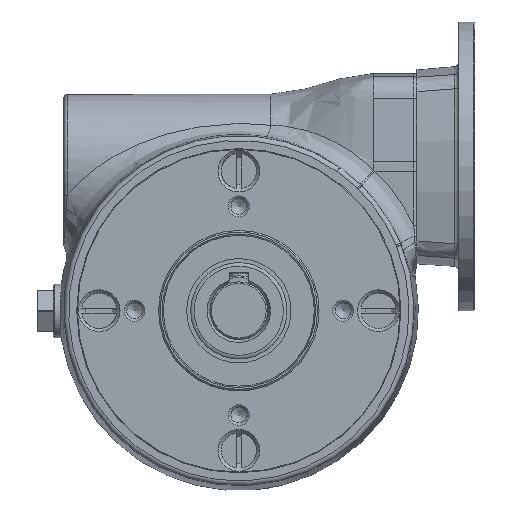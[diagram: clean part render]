
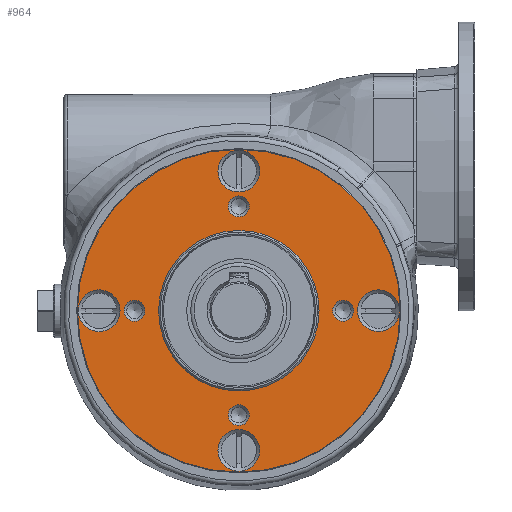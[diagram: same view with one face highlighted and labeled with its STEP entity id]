
A CAD part, top view. The second image highlights one B-rep face of the part: STEP entity #964.
In plain terms, the highlighted planar face has unit normal (0, 0, 1).
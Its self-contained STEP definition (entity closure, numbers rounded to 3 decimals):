
#964 = ADVANCED_FACE( '', ( #2158, #2159, #2160, #2161, #2162, #2163, #2164, #2165, #2166, #2167 ), #2168, .T. );
#2158 = FACE_OUTER_BOUND( '', #7833, .T. );
#2159 = FACE_BOUND( '', #7834, .T. );
#2160 = FACE_BOUND( '', #7835, .T. );
#2161 = FACE_BOUND( '', #7836, .T. );
#2162 = FACE_BOUND( '', #7837, .T. );
#2163 = FACE_BOUND( '', #7838, .T. );
#2164 = FACE_BOUND( '', #7839, .T. );
#2165 = FACE_BOUND( '', #7840, .T. );
#2166 = FACE_BOUND( '', #7841, .T. );
#2167 = FACE_BOUND( '', #7842, .T. );
#2168 = PLANE( '', #7843 );
#7833 = EDGE_LOOP( '', ( #10768 ) );
#7834 = EDGE_LOOP( '', ( #10769 ) );
#7835 = EDGE_LOOP( '', ( #10770 ) );
#7836 = EDGE_LOOP( '', ( #10771 ) );
#7837 = EDGE_LOOP( '', ( #10772 ) );
#7838 = EDGE_LOOP( '', ( #10773 ) );
#7839 = EDGE_LOOP( '', ( #10774 ) );
#7840 = EDGE_LOOP( '', ( #10775 ) );
#7841 = EDGE_LOOP( '', ( #10776 ) );
#7842 = EDGE_LOOP( '', ( #10777 ) );
#7843 = AXIS2_PLACEMENT_3D( '', #10778, #10779, #10780 );
#10768 = ORIENTED_EDGE( '', *, *, #11994, .T. );
#10769 = ORIENTED_EDGE( '', *, *, #12465, .T. );
#10770 = ORIENTED_EDGE( '', *, *, #11954, .T. );
#10771 = ORIENTED_EDGE( '', *, *, #12430, .T. );
#10772 = ORIENTED_EDGE( '', *, *, #12472, .T. );
#10773 = ORIENTED_EDGE( '', *, *, #12312, .T. );
#10774 = ORIENTED_EDGE( '', *, *, #11705, .T. );
#10775 = ORIENTED_EDGE( '', *, *, #12255, .T. );
#10776 = ORIENTED_EDGE( '', *, *, #11928, .T. );
#10777 = ORIENTED_EDGE( '', *, *, #12473, .F. );
#10778 = CARTESIAN_POINT( '', ( 0., 25., 35. ) );
#10779 = DIRECTION( '', ( 0., 0., 1. ) );
#10780 = DIRECTION( '', ( -1., 0., 0. ) );
#11705 = EDGE_CURVE( '', #12926, #12926, #12927, .F. );
#11928 = EDGE_CURVE( '', #13275, #13275, #13276, .F. );
#11954 = EDGE_CURVE( '', #13314, #13314, #13315, .F. );
#11994 = EDGE_CURVE( '', #13378, #13378, #13379, .T. );
#12255 = EDGE_CURVE( '', #13764, #13764, #13765, .F. );
#12312 = EDGE_CURVE( '', #13839, #13839, #13840, .F. );
#12430 = EDGE_CURVE( '', #13986, #13986, #13987, .F. );
#12465 = EDGE_CURVE( '', #14028, #14028, #14029, .F. );
#12472 = EDGE_CURVE( '', #14037, #14037, #14038, .F. );
#12473 = EDGE_CURVE( '', #14039, #14039, #14040, .T. );
#12926 = VERTEX_POINT( '', #15087 );
#12927 = CIRCLE( '', #15088, 3.259 );
#13275 = VERTEX_POINT( '', #15989 );
#13276 = CIRCLE( '', #15990, 3.259 );
#13314 = VERTEX_POINT( '', #16074 );
#13315 = CIRCLE( '', #16075, 6.5 );
#13378 = VERTEX_POINT( '', #16304 );
#13379 = CIRCLE( '', #16305, 50.3 );
#13764 = VERTEX_POINT( '', #17310 );
#13765 = CIRCLE( '', #17311, 3.259 );
#13839 = VERTEX_POINT( '', #17582 );
#13840 = CIRCLE( '', #17583, 3.259 );
#13986 = VERTEX_POINT( '', #18047 );
#13987 = CIRCLE( '', #18048, 6.5 );
#14028 = VERTEX_POINT( '', #18130 );
#14029 = CIRCLE( '', #18131, 6.5 );
#14037 = VERTEX_POINT( '', #18175 );
#14038 = CIRCLE( '', #18176, 6.5 );
#14039 = VERTEX_POINT( '', #18177 );
#14040 = CIRCLE( '', #18178, 25. );
#15087 = CARTESIAN_POINT( '', ( -32.5, 3.259, 35. ) );
#15088 = AXIS2_PLACEMENT_3D( '', #18649, #18650, #18651 );
#15989 = CARTESIAN_POINT( '', ( 32.5, 3.258, 35. ) );
#15990 = AXIS2_PLACEMENT_3D( '', #18926, #18927, #18928 );
#16074 = CARTESIAN_POINT( '', ( 43.5, 6.5, 35. ) );
#16075 = AXIS2_PLACEMENT_3D( '', #18951, #18952, #18953 );
#16304 = CARTESIAN_POINT( '', ( 0., 50.3, 35. ) );
#16305 = AXIS2_PLACEMENT_3D( '', #19018, #19019, #19020 );
#17310 = CARTESIAN_POINT( '', ( 0., 35.759, 35. ) );
#17311 = AXIS2_PLACEMENT_3D( '', #19321, #19322, #19323 );
#17582 = CARTESIAN_POINT( '', ( 0., -29.242, 35. ) );
#17583 = AXIS2_PLACEMENT_3D( '', #19366, #19367, #19368 );
#18047 = CARTESIAN_POINT( '', ( 0., -37., 35. ) );
#18048 = AXIS2_PLACEMENT_3D( '', #19463, #19464, #19465 );
#18130 = CARTESIAN_POINT( '', ( 0., 50., 35. ) );
#18131 = AXIS2_PLACEMENT_3D( '', #19485, #19486, #19487 );
#18175 = CARTESIAN_POINT( '', ( -43.5, 6.5, 35. ) );
#18176 = AXIS2_PLACEMENT_3D( '', #19491, #19492, #19493 );
#18177 = CARTESIAN_POINT( '', ( 0., 25., 35. ) );
#18178 = AXIS2_PLACEMENT_3D( '', #19494, #19495, #19496 );
#18649 = CARTESIAN_POINT( '', ( -32.5, 0., 35. ) );
#18650 = DIRECTION( '', ( 0., 0., 1. ) );
#18651 = DIRECTION( '', ( 0., 1., 0. ) );
#18926 = CARTESIAN_POINT( '', ( 32.5, 0., 35. ) );
#18927 = DIRECTION( '', ( 0., 0., 1. ) );
#18928 = DIRECTION( '', ( 0., 1., 0. ) );
#18951 = CARTESIAN_POINT( '', ( 43.5, 0., 35. ) );
#18952 = DIRECTION( '', ( 0., 0., 1. ) );
#18953 = DIRECTION( '', ( 0., 1., 0. ) );
#19018 = CARTESIAN_POINT( '', ( 0., 0., 35. ) );
#19019 = DIRECTION( '', ( 0., 0., 1. ) );
#19020 = DIRECTION( '', ( 0., 1., 0. ) );
#19321 = CARTESIAN_POINT( '', ( 0., 32.5, 35. ) );
#19322 = DIRECTION( '', ( 0., 0., 1. ) );
#19323 = DIRECTION( '', ( 0., 1., 0. ) );
#19366 = CARTESIAN_POINT( '', ( 0., -32.5, 35. ) );
#19367 = DIRECTION( '', ( 0., 0., 1. ) );
#19368 = DIRECTION( '', ( 0., 1., 0. ) );
#19463 = CARTESIAN_POINT( '', ( 0., -43.5, 35. ) );
#19464 = DIRECTION( '', ( 0., 0., 1. ) );
#19465 = DIRECTION( '', ( 0., 1., 0. ) );
#19485 = CARTESIAN_POINT( '', ( 0., 43.5, 35. ) );
#19486 = DIRECTION( '', ( 0., 0., 1. ) );
#19487 = DIRECTION( '', ( 0., 1., 0. ) );
#19491 = CARTESIAN_POINT( '', ( -43.5, 0., 35. ) );
#19492 = DIRECTION( '', ( 0., 0., 1. ) );
#19493 = DIRECTION( '', ( 0., 1., 0. ) );
#19494 = CARTESIAN_POINT( '', ( 0., 0., 35. ) );
#19495 = DIRECTION( '', ( 0., 0., 1. ) );
#19496 = DIRECTION( '', ( 0., 1., 0. ) );
